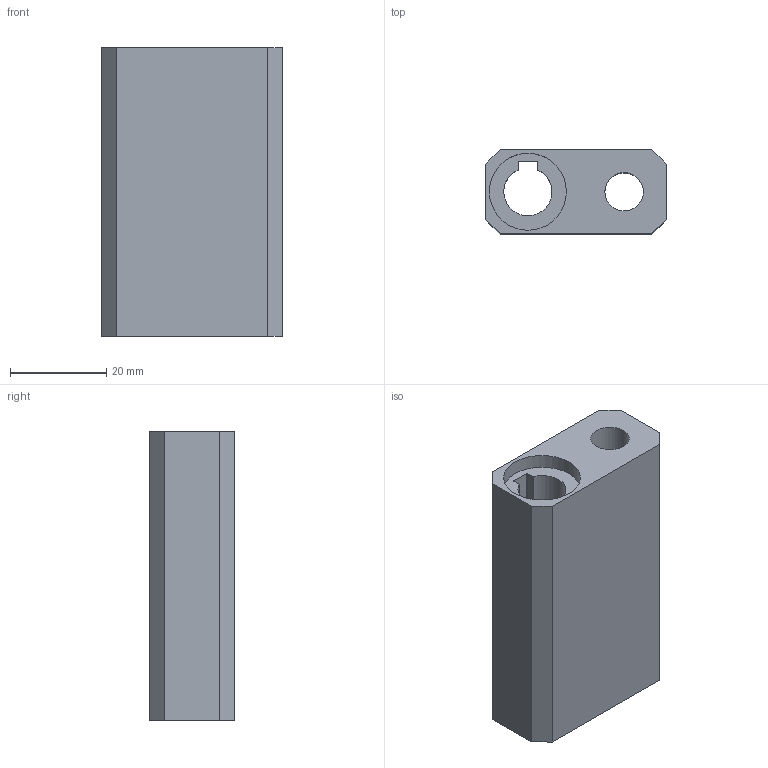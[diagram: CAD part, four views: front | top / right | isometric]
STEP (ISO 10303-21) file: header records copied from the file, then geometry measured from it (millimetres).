
FILE_DESCRIPTION(/* description */ (''),/* implementation_level */ '2;1');
FILE_NAME(/* name */ 'Aksel-Arm Kobling.stp',/* time_stamp */ '2025-04-21T18:43:51+02:00',/* author */ ('roone'),/* organization */ (''),/* preprocessor_version */ 'ST-DEVELOPER v20',/* originating_system */ 'Autodesk Inventor 2025',/* authorisation */ '');
FILE_SCHEMA (('AUTOMOTIVE_DESIGN { 1 0 10303 214 3 1 1 }'));
Length unit declared in the file: millimetre
Products named in the file (1): Aksel-Arm Kobling
Bounding box: 37.5 x 17.5 x 60 mm (x, y, z)
Volume: 29504.3 mm3; surface area: 10869.9 mm2
Topology: 1 solids, 1 shells, 21 faces, 51 edges, 34 vertices
Faces by surface type: plane 15, cylinder 6
Full cylindrical faces by diameter (mm): 8 x1, 16 x2
Entity records: 671 total; most frequent: DIRECTION 107, CARTESIAN_POINT 107, ORIENTED_EDGE 102, EDGE_CURVE 51, LINE 39, VECTOR 39, VERTEX_POINT 34, AXIS2_PLACEMENT_3D 34
